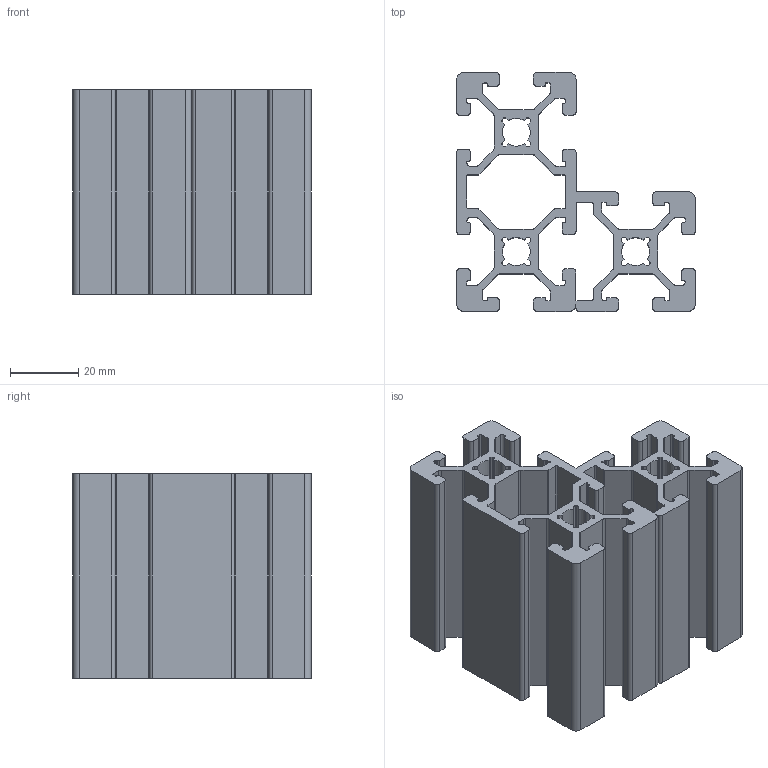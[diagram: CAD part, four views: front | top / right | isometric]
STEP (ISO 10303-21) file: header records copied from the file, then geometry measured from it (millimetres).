
FILE_DESCRIPTION (( 'STEP AP203' ), '1' );
FILE_NAME ('7070L.step', '2023-05-12T09:14:09', ( '' ), ( '' ), 'SwSTEP 2.0', 'SolidWorks 2021', '' );
FILE_SCHEMA (( 'CONFIG_CONTROL_DESIGN' ));
Length unit declared in the file: millimetre
Products named in the file (1): 7070L
Bounding box: 70 x 70 x 60 mm (x, y, z)
Volume: 79573 mm3; surface area: 55467.3 mm2
Topology: 1 solids, 1 shells, 388 faces, 1158 edges, 772 vertices
Faces by surface type: cylinder 196, plane 192
Entity records: 13251 total; most frequent: DIRECTION 2328, CARTESIAN_POINT 2319, ORIENTED_EDGE 2316, EDGE_CURVE 1158, AXIS2_PLACEMENT_3D 781, VERTEX_POINT 772, LINE 766, VECTOR 766
